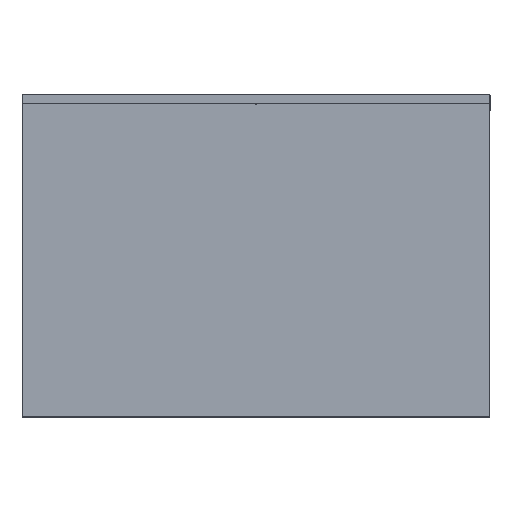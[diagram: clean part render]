
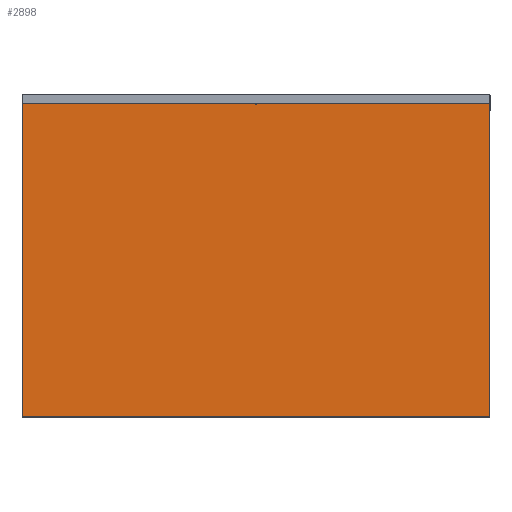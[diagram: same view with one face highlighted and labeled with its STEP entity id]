
A CAD part, top view. The second image highlights one B-rep face of the part: STEP entity #2898.
In plain terms, the highlighted planar face has unit normal (0, 0, 1).
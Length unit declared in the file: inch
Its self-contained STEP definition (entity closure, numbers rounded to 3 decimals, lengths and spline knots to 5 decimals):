
#90 = ORIENTED_EDGE ( 'NONE', *, *, #5115, .F. ) ;
#114 = VERTEX_POINT ( 'NONE', #634 ) ;
#142 = VECTOR ( 'NONE', #4363, 39.37008 ) ;
#357 = VECTOR ( 'NONE', #4113, 39.37008 ) ;
#362 = VERTEX_POINT ( 'NONE', #2206 ) ;
#446 = ORIENTED_EDGE ( 'NONE', *, *, #5051, .T. ) ;
#449 = ORIENTED_EDGE ( 'NONE', *, *, #2565, .F. ) ;
#634 = CARTESIAN_POINT ( 'NONE',  ( 21.875, -9.06814, 26.28326 ) ) ;
#686 = AXIS2_PLACEMENT_3D ( 'NONE', #3991, #4091, #4942 ) ;
#764 = LINE ( 'NONE', #1075, #142 ) ;
#774 = CARTESIAN_POINT ( 'NONE',  ( -2.125, -9.06814, 26.28326 ) ) ;
#921 = CARTESIAN_POINT ( 'NONE',  ( -26., 22.94436, 26.28326 ) ) ;
#1075 = CARTESIAN_POINT ( 'NONE',  ( 21.875, -9.06814, 26.28326 ) ) ;
#1088 = CARTESIAN_POINT ( 'NONE',  ( 21.75, 23.06936, 26.28326 ) ) ;
#1101 = CARTESIAN_POINT ( 'NONE',  ( 21.875, 22.94436, 26.28326 ) ) ;
#1236 = EDGE_CURVE ( 'NONE', #3568, #114, #1934, .T. ) ;
#1358 = EDGE_CURVE ( 'NONE', #2767, #1910, #2864, .T. ) ;
#1371 = ORIENTED_EDGE ( 'NONE', *, *, #3224, .F. ) ;
#1802 = LINE ( 'NONE', #2496, #357 ) ;
#1910 = VERTEX_POINT ( 'NONE', #2976 ) ;
#1934 = LINE ( 'NONE', #774, #4308 ) ;
#1994 = CARTESIAN_POINT ( 'NONE',  ( -2.125, -9.06814, 26.28326 ) ) ;
#2049 = EDGE_LOOP ( 'NONE', ( #2161, #2489, #2118, #2772, #1371, #446, #90, #4529, #449 ) ) ;
#2118 = ORIENTED_EDGE ( 'NONE', *, *, #2343, .F. ) ;
#2161 = ORIENTED_EDGE ( 'NONE', *, *, #1236, .T. ) ;
#2206 = CARTESIAN_POINT ( 'NONE',  ( -2.125, 22.94436, 26.28326 ) ) ;
#2236 = EDGE_CURVE ( 'NONE', #2625, #4216, #2360, .T. ) ;
#2343 = EDGE_CURVE ( 'NONE', #2767, #3071, #3472, .T. ) ;
#2360 = CIRCLE ( 'NONE', #2608, 0.125 ) ;
#2413 = DIRECTION ( 'NONE',  ( 1., 0., 0. ) ) ;
#2476 = CARTESIAN_POINT ( 'NONE',  ( -2., 22.94436, 26.28326 ) ) ;
#2489 = ORIENTED_EDGE ( 'NONE', *, *, #3098, .T. ) ;
#2496 = CARTESIAN_POINT ( 'NONE',  ( -2.125, 23.06936, 26.28326 ) ) ;
#2547 = CARTESIAN_POINT ( 'NONE',  ( -26.125, -9.06814, 26.28326 ) ) ;
#2565 = EDGE_CURVE ( 'NONE', #3568, #4216, #4191, .T. ) ;
#2608 = AXIS2_PLACEMENT_3D ( 'NONE', #921, #3758, #3810 ) ;
#2625 = VERTEX_POINT ( 'NONE', #4992 ) ;
#2767 = VERTEX_POINT ( 'NONE', #1088 ) ;
#2772 = ORIENTED_EDGE ( 'NONE', *, *, #1358, .T. ) ;
#2797 = AXIS2_PLACEMENT_3D ( 'NONE', #1994, #3588, #5220 ) ;
#2802 = CARTESIAN_POINT ( 'NONE',  ( -26.125, 22.94436, 26.28326 ) ) ;
#2840 = CARTESIAN_POINT ( 'NONE',  ( -26.125, -9.06814, 26.28326 ) ) ;
#2864 = LINE ( 'NONE', #4523, #3386 ) ;
#2898 = ADVANCED_FACE ( 'NONE', ( #5250 ), #4479, .F. ) ;
#2939 = VERTEX_POINT ( 'NONE', #4678 ) ;
#2976 = CARTESIAN_POINT ( 'NONE',  ( -2., 23.06936, 26.28326 ) ) ;
#2981 = DIRECTION ( 'NONE',  ( 0., 1., 0. ) ) ;
#3048 = AXIS2_PLACEMENT_3D ( 'NONE', #4143, #3725, #3333 ) ;
#3071 = VERTEX_POINT ( 'NONE', #1101 ) ;
#3098 = EDGE_CURVE ( 'NONE', #114, #3071, #764, .T. ) ;
#3224 = EDGE_CURVE ( 'NONE', #362, #1910, #4403, .T. ) ;
#3308 = AXIS2_PLACEMENT_3D ( 'NONE', #2476, #5233, #4867 ) ;
#3333 = DIRECTION ( 'NONE',  ( -1., 0., 0. ) ) ;
#3386 = VECTOR ( 'NONE', #4953, 39.37008 ) ;
#3472 = CIRCLE ( 'NONE', #3048, 0.125 ) ;
#3568 = VERTEX_POINT ( 'NONE', #2840 ) ;
#3588 = DIRECTION ( 'NONE',  ( 0., 0., -1. ) ) ;
#3725 = DIRECTION ( 'NONE',  ( 0., 0., -1. ) ) ;
#3758 = DIRECTION ( 'NONE',  ( 0., 0., 1. ) ) ;
#3810 = DIRECTION ( 'NONE',  ( 1., 0., 0. ) ) ;
#3970 = VECTOR ( 'NONE', #2981, 39.37008 ) ;
#3991 = CARTESIAN_POINT ( 'NONE',  ( -2.25, 22.94436, 26.28326 ) ) ;
#4091 = DIRECTION ( 'NONE',  ( 0., 0., 1. ) ) ;
#4113 = DIRECTION ( 'NONE',  ( 1., 0., 0. ) ) ;
#4143 = CARTESIAN_POINT ( 'NONE',  ( 21.75, 22.94436, 26.28326 ) ) ;
#4191 = LINE ( 'NONE', #2547, #3970 ) ;
#4216 = VERTEX_POINT ( 'NONE', #2802 ) ;
#4308 = VECTOR ( 'NONE', #2413, 39.37008 ) ;
#4363 = DIRECTION ( 'NONE',  ( 0., 1., 0. ) ) ;
#4403 = CIRCLE ( 'NONE', #3308, 0.125 ) ;
#4479 = PLANE ( 'NONE',  #2797 ) ;
#4523 = CARTESIAN_POINT ( 'NONE',  ( -2.125, 23.06936, 26.28326 ) ) ;
#4529 = ORIENTED_EDGE ( 'NONE', *, *, #2236, .T. ) ;
#4678 = CARTESIAN_POINT ( 'NONE',  ( -2.25, 23.06936, 26.28326 ) ) ;
#4766 = CIRCLE ( 'NONE', #686, 0.125 ) ;
#4867 = DIRECTION ( 'NONE',  ( -1., 0., 0. ) ) ;
#4942 = DIRECTION ( 'NONE',  ( 1., 0., 0. ) ) ;
#4953 = DIRECTION ( 'NONE',  ( -1., 0., 0. ) ) ;
#4992 = CARTESIAN_POINT ( 'NONE',  ( -26., 23.06936, 26.28326 ) ) ;
#5051 = EDGE_CURVE ( 'NONE', #362, #2939, #4766, .T. ) ;
#5115 = EDGE_CURVE ( 'NONE', #2625, #2939, #1802, .T. ) ;
#5220 = DIRECTION ( 'NONE',  ( -1., 0., 0. ) ) ;
#5233 = DIRECTION ( 'NONE',  ( 0., 0., -1. ) ) ;
#5250 = FACE_OUTER_BOUND ( 'NONE', #2049, .T. ) ;
